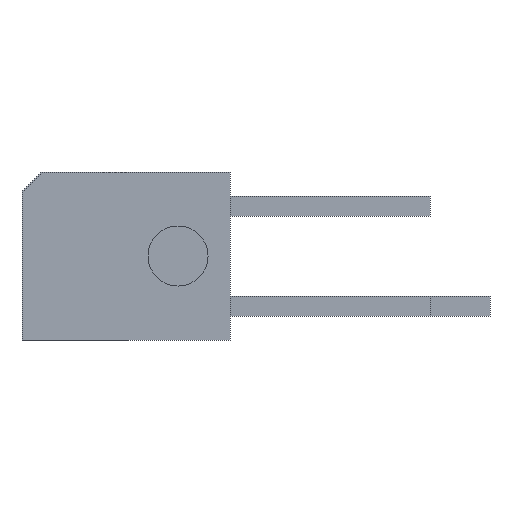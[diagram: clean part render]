
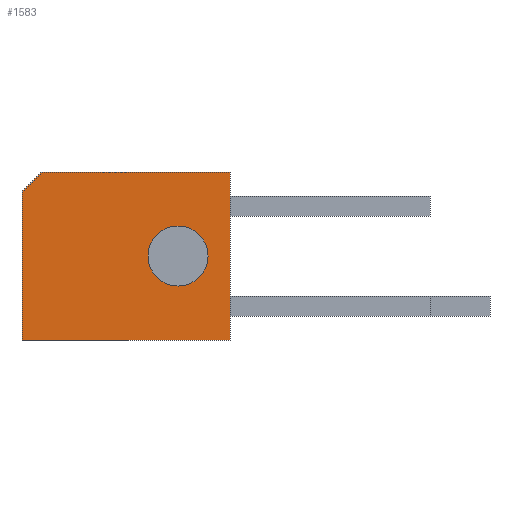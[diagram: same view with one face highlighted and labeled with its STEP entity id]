
A CAD part, left-side view. The second image highlights one B-rep face of the part: STEP entity #1583.
In plain terms, the highlighted planar face has unit normal (-1, 0, 0).
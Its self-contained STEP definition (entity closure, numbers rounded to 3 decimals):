
#2 = EDGE_CURVE ( 'NONE', #661, #1286, #1595, .T. ) ;
#66 = ORIENTED_EDGE ( 'NONE', *, *, #1285, .F. ) ;
#84 = ORIENTED_EDGE ( 'NONE', *, *, #839, .T. ) ;
#126 = ORIENTED_EDGE ( 'NONE', *, *, #566, .T. ) ;
#378 = LINE ( 'NONE', #379, #380 ) ;
#379 = CARTESIAN_POINT ( 'NONE',  ( -0.5, 5.2, 0.85 ) ) ;
#380 = VECTOR ( 'NONE', #381, 1000. ) ;
#381 = DIRECTION ( 'NONE',  ( 0., -1., 0. ) ) ;
#404 = LINE ( 'NONE', #405, #406 ) ;
#405 = CARTESIAN_POINT ( 'NONE',  ( -0.5, 5.2, 0.85 ) ) ;
#406 = VECTOR ( 'NONE', #408, 1000. ) ;
#408 = DIRECTION ( 'NONE',  ( 0., 0., 1. ) ) ;
#409 = CARTESIAN_POINT ( 'NONE',  ( -0.5, 0., 0.85 ) ) ;
#556 = CARTESIAN_POINT ( 'NONE',  ( -0.5, 1.3, -0.5 ) ) ;
#566 = EDGE_CURVE ( 'NONE', #1512, #1379, #985, .T. ) ;
#568 = CIRCLE ( 'NONE', #569, 0.75 ) ;
#569 = AXIS2_PLACEMENT_3D ( 'NONE', #570, #571, #572 ) ;
#570 = CARTESIAN_POINT ( 'NONE',  ( -0.5, 1.3, -1.25 ) ) ;
#571 = DIRECTION ( 'NONE',  ( -1., 0., 0. ) ) ;
#572 = DIRECTION ( 'NONE',  ( 0., 0., 1. ) ) ;
#587 = VERTEX_POINT ( 'NONE', #1010 ) ;
#661 = VERTEX_POINT ( 'NONE', #1042 ) ;
#701 = FACE_BOUND ( 'NONE', #1522, .T. ) ;
#702 = FACE_OUTER_BOUND ( 'NONE', #1473, .T. ) ;
#703 = PLANE ( 'NONE',  #704 ) ;
#704 = AXIS2_PLACEMENT_3D ( 'NONE', #705, #706, #707 ) ;
#705 = CARTESIAN_POINT ( 'NONE',  ( -0.5, 5.2, 0.85 ) ) ;
#706 = DIRECTION ( 'NONE',  ( 1., 0., 0. ) ) ;
#707 = DIRECTION ( 'NONE',  ( 0., 0., -1. ) ) ;
#839 = EDGE_CURVE ( 'NONE', #1462, #661, #1096, .T. ) ;
#850 = CARTESIAN_POINT ( 'NONE',  ( -0.5, 5.2, 0.35 ) ) ;
#985 = LINE ( 'NONE', #986, #987 ) ;
#986 = CARTESIAN_POINT ( 'NONE',  ( -0.5, 5.2, 0.35 ) ) ;
#987 = VECTOR ( 'NONE', #988, 1000. ) ;
#988 = DIRECTION ( 'NONE',  ( 0., 0.707, -0.707 ) ) ;
#1010 = CARTESIAN_POINT ( 'NONE',  ( -0.5, 1.3, -2. ) ) ;
#1042 = CARTESIAN_POINT ( 'NONE',  ( -0.5, 0., -3.35 ) ) ;
#1084 = CARTESIAN_POINT ( 'NONE',  ( -0.5, 5.2, -3.35 ) ) ;
#1096 = LINE ( 'NONE', #1097, #1099 ) ;
#1097 = CARTESIAN_POINT ( 'NONE',  ( -0.5, 5.2, -3.35 ) ) ;
#1099 = VECTOR ( 'NONE', #1100, 1000. ) ;
#1100 = DIRECTION ( 'NONE',  ( 0., -1., 0. ) ) ;
#1117 = EDGE_CURVE ( 'NONE', #587, #1570, #1607, .T. ) ;
#1272 = ORIENTED_EDGE ( 'NONE', *, *, #2, .T. ) ;
#1285 = EDGE_CURVE ( 'NONE', #1462, #1379, #404, .T. ) ;
#1286 = VERTEX_POINT ( 'NONE', #409 ) ;
#1363 = ORIENTED_EDGE ( 'NONE', *, *, #1571, .F. ) ;
#1379 = VERTEX_POINT ( 'NONE', #850 ) ;
#1402 = ORIENTED_EDGE ( 'NONE', *, *, #1117, .F. ) ;
#1462 = VERTEX_POINT ( 'NONE', #1084 ) ;
#1473 = EDGE_LOOP ( 'NONE', ( #1562, #126, #66, #84, #1272 ) ) ;
#1512 = VERTEX_POINT ( 'NONE', #1643 ) ;
#1522 = EDGE_LOOP ( 'NONE', ( #1363, #1402 ) ) ;
#1555 = EDGE_CURVE ( 'NONE', #1512, #1286, #378, .T. ) ;
#1562 = ORIENTED_EDGE ( 'NONE', *, *, #1555, .F. ) ;
#1570 = VERTEX_POINT ( 'NONE', #556 ) ;
#1571 = EDGE_CURVE ( 'NONE', #1570, #587, #568, .T. ) ;
#1583 = ADVANCED_FACE ( 'NONE', ( #701, #702 ), #703, .F. ) ;
#1595 = LINE ( 'NONE', #1596, #1599 ) ;
#1596 = CARTESIAN_POINT ( 'NONE',  ( -0.5, 0., 0.85 ) ) ;
#1599 = VECTOR ( 'NONE', #1600, 1000. ) ;
#1600 = DIRECTION ( 'NONE',  ( 0., 0., 1. ) ) ;
#1607 = CIRCLE ( 'NONE', #1608, 0.75 ) ;
#1608 = AXIS2_PLACEMENT_3D ( 'NONE', #1609, #1610, #1611 ) ;
#1609 = CARTESIAN_POINT ( 'NONE',  ( -0.5, 1.3, -1.25 ) ) ;
#1610 = DIRECTION ( 'NONE',  ( -1., 0., 0. ) ) ;
#1611 = DIRECTION ( 'NONE',  ( 0., 0., 1. ) ) ;
#1643 = CARTESIAN_POINT ( 'NONE',  ( -0.5, 4.7, 0.85 ) ) ;
